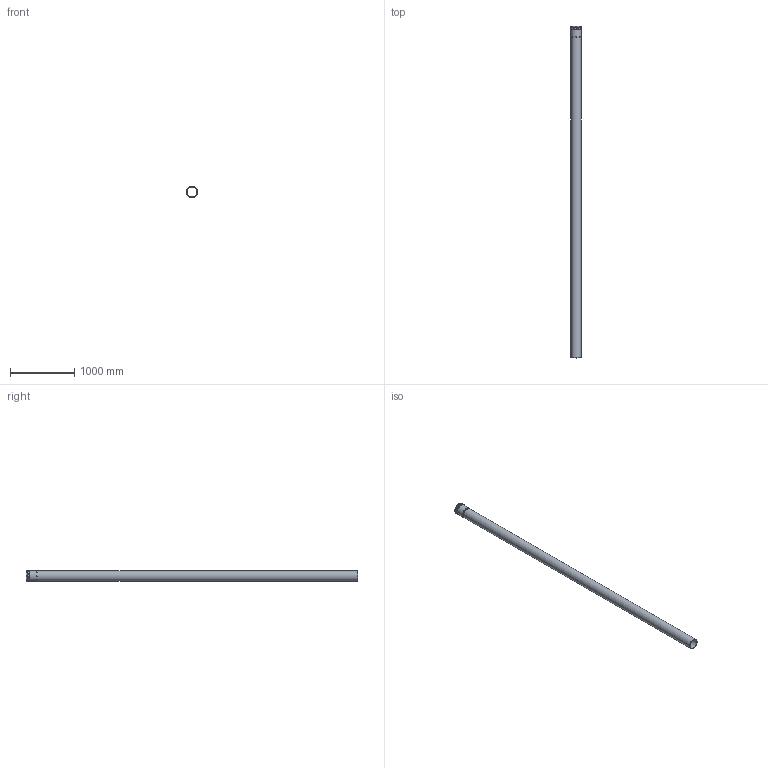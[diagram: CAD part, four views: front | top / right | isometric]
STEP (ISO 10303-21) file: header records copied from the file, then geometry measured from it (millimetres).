
FILE_DESCRIPTION(/* description */ (''),/* implementation_level */ '2;1');
FILE_NAME(/* name */ '530590 ÖBB-Kabelschutzrohr Langmuffe DN_OD 160x4,0, 5000mm.stp',/* time_stamp */ '2021-10-05T08:03:30+02:00',/* author */ ('LWM'),/* organization */ (''),/* preprocessor_version */ 'ST-DEVELOPER v18',/* originating_system */ 'Autodesk Inventor 2020',/* authorisation */ '');
FILE_SCHEMA (('AUTOMOTIVE_DESIGN { 1 0 10303 214 3 1 1 }'));
Length unit declared in the file: millimetre
Products named in the file (1): 520390 DIN 16873 Kabelschutzrohr SM DN_OP 110x3,2, 6000mm
Bounding box: 183 x 5167 x 183 mm (x, y, z)
Volume: 10884719 mm3; surface area: 5080380.4 mm2
Topology: 1 solids, 1 shells, 27 faces, 83 edges, 62 vertices
Faces by surface type: cylinder 8, torus 8, plane 6, cone 5
Full cylindrical faces by diameter (mm): 151.4 x1, 160 x1, 160.5 x2, 168.5 x2, 174.3 x1, 183 x1
Entity records: 1052 total; most frequent: DIRECTION 209, CARTESIAN_POINT 173, ORIENTED_EDGE 166, AXIS2_PLACEMENT_3D 98, EDGE_CURVE 83, CIRCLE 70, VERTEX_POINT 62, EDGE_LOOP 33
